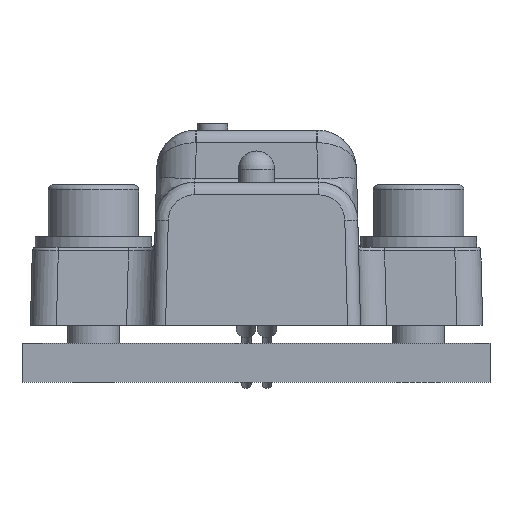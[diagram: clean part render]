
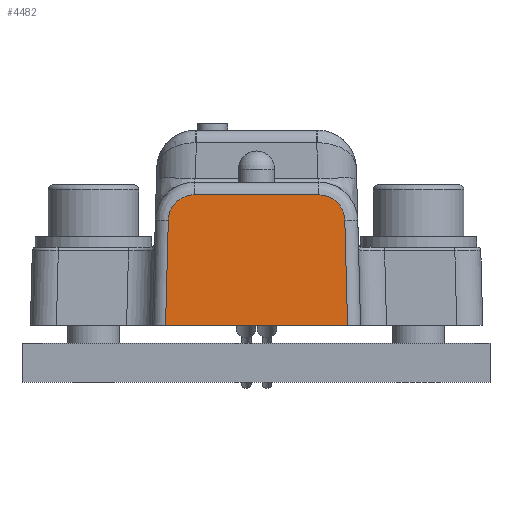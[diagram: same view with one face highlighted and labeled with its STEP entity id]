
A CAD part, left-side view. The second image highlights one B-rep face of the part: STEP entity #4482.
In plain terms, the highlighted planar face has unit normal (-1, 0, 0.026).
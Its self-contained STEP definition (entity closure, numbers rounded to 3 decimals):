
#100=ELLIPSE('',#4846,2.001,2.);
#102=ELLIPSE('',#4851,2.001,2.);
#251=PLANE('',#4853);
#439=FACE_OUTER_BOUND('',#735,.T.);
#735=EDGE_LOOP('',(#3437,#3438,#3439,#3440,#3441,#3442));
#1047=LINE('',#7400,#1458);
#1112=LINE('',#7742,#1523);
#1115=LINE('',#7781,#1526);
#1117=LINE('',#7814,#1528);
#1458=VECTOR('',#5484,10.);
#1523=VECTOR('',#5611,10.);
#1526=VECTOR('',#5626,10.);
#1528=VECTOR('',#5636,10.);
#2028=VERTEX_POINT('',#7397);
#2029=VERTEX_POINT('',#7399);
#2117=VERTEX_POINT('',#7741);
#2119=VERTEX_POINT('',#7771);
#2121=VERTEX_POINT('',#7777);
#2123=VERTEX_POINT('',#7807);
#2506=EDGE_CURVE('',#2028,#2029,#1047,.T.);
#2602=EDGE_CURVE('',#2029,#2117,#1112,.T.);
#2607=EDGE_CURVE('',#2117,#2119,#100,.T.);
#2610=EDGE_CURVE('',#2119,#2121,#1115,.T.);
#2613=EDGE_CURVE('',#2121,#2123,#102,.T.);
#2615=EDGE_CURVE('',#2123,#2028,#1117,.T.);
#3437=ORIENTED_EDGE('',*,*,#2615,.F.);
#3438=ORIENTED_EDGE('',*,*,#2613,.F.);
#3439=ORIENTED_EDGE('',*,*,#2610,.F.);
#3440=ORIENTED_EDGE('',*,*,#2607,.F.);
#3441=ORIENTED_EDGE('',*,*,#2602,.F.);
#3442=ORIENTED_EDGE('',*,*,#2506,.F.);
#4482=ADVANCED_FACE('',(#439),#251,.T.);
#4846=AXIS2_PLACEMENT_3D('',#7775,#5619,#5620);
#4851=AXIS2_PLACEMENT_3D('',#7811,#5631,#5632);
#4853=AXIS2_PLACEMENT_3D('',#7815,#5637,#5638);
#5484=DIRECTION('',(0.,1.,0.));
#5611=DIRECTION('',(0.026,-0.026,0.999));
#5619=DIRECTION('center_axis',(1.,0.,
-0.026));
#5620=DIRECTION('ref_axis',(0.026,0.,1.));
#5626=DIRECTION('',(0.,-1.,0.));
#5631=DIRECTION('center_axis',(1.,0.,
-0.026));
#5632=DIRECTION('ref_axis',(0.026,0.,1.));
#5636=DIRECTION('',(-0.026,-0.026,-0.999));
#5637=DIRECTION('center_axis',(-1.,0.,
0.026));
#5638=DIRECTION('ref_axis',(-0.026,0.,-1.));
#7397=CARTESIAN_POINT('',(-25.35,-7.,-5.5));
#7399=CARTESIAN_POINT('',(-25.35,7.,-5.5));
#7400=CARTESIAN_POINT('',(-25.35,-8.,-5.5));
#7741=CARTESIAN_POINT('',(-25.138,6.789,2.579));
#7742=CARTESIAN_POINT('',(-25.263,6.913,-2.172));
#7771=CARTESIAN_POINT('',(-25.087,4.789,4.526));
#7775=CARTESIAN_POINT('Origin',(-25.14,4.789,2.526));
#7777=CARTESIAN_POINT('',(-25.087,-4.789,4.526));
#7781=CARTESIAN_POINT('',(-25.087,2.,4.526));
#7807=CARTESIAN_POINT('',(-25.138,-6.789,2.579));
#7811=CARTESIAN_POINT('Origin',(-25.14,-4.789,2.526));
#7814=CARTESIAN_POINT('',(-25.256,-6.906,-1.911));
#7815=CARTESIAN_POINT('Origin',(-25.271,4.,-2.5));
